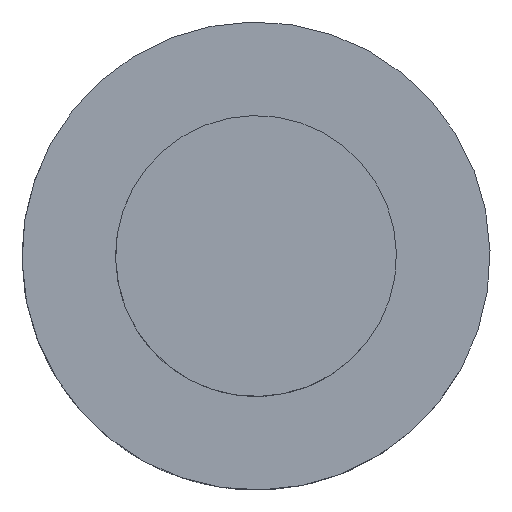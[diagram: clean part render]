
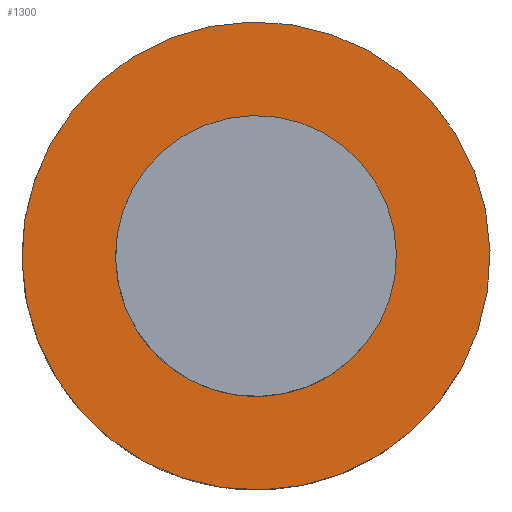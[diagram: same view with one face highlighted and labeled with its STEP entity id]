
A CAD part, front view. The second image highlights one B-rep face of the part: STEP entity #1300.
In plain terms, the highlighted planar face has unit normal (0, -1, 0).
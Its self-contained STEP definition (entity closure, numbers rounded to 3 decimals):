
#210=CARTESIAN_POINT('',(107.112,-112.8,-117.603));
#220=VERTEX_POINT('',#210);
#250=CARTESIAN_POINT('',(111.5,-112.8,-120.));
#260=DIRECTION('',(0.,-1.,-0.));
#270=DIRECTION('',(0.878,0.,-0.479));
#280=AXIS2_PLACEMENT_3D('',#250,#260,#270);
#290=CIRCLE('',#280,5.);
#300=CARTESIAN_POINT('',(115.888,-112.8,-122.397));
#310=VERTEX_POINT('',#300);
#320=EDGE_CURVE('',#220,#310,#290,.T.);
#1050=CARTESIAN_POINT('',(108.5,-112.8,-120.));
#1060=DIRECTION('',(0.,1.,0.));
#1070=DIRECTION('',(1.,0.,0.));
#1080=AXIS2_PLACEMENT_3D('',#1050,#1060,#1070);
#1090=PLANE('',#1080);
#1100=EDGE_CURVE('',#310,#220,#290,.T.);
#1110=ORIENTED_EDGE('',*,*,#1100,.T.);
#1120=ORIENTED_EDGE('',*,*,#320,.T.);
#1130=EDGE_LOOP('',(#1120,#1110));
#1140=FACE_OUTER_BOUND('',#1130,.T.);
#1150=CARTESIAN_POINT('',(111.5,-112.8,-120.));
#1160=DIRECTION('',(0.,1.,0.));
#1170=DIRECTION('',(0.878,0.,-0.479));
#1180=AXIS2_PLACEMENT_3D('',#1150,#1160,#1170);
#1190=CIRCLE('',#1180,3.);
#1200=CARTESIAN_POINT('',(108.867,-112.8,-118.562));
#1210=VERTEX_POINT('',#1200);
#1220=CARTESIAN_POINT('',(114.133,-112.8,-121.438));
#1230=VERTEX_POINT('',#1220);
#1240=EDGE_CURVE('',#1210,#1230,#1190,.T.);
#1250=ORIENTED_EDGE('',*,*,#1240,.T.);
#1260=EDGE_CURVE('',#1230,#1210,#1190,.T.);
#1270=ORIENTED_EDGE('',*,*,#1260,.T.);
#1280=EDGE_LOOP('',(#1270,#1250));
#1290=FACE_BOUND('',#1280,.T.);
#1300=ADVANCED_FACE('',(#1140,#1290),#1090,.F.);
